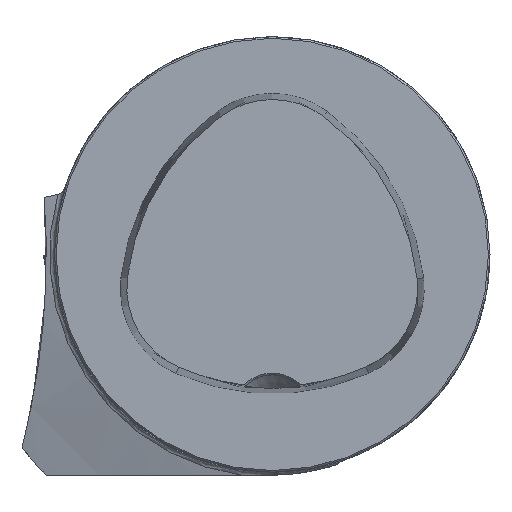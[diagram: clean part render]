
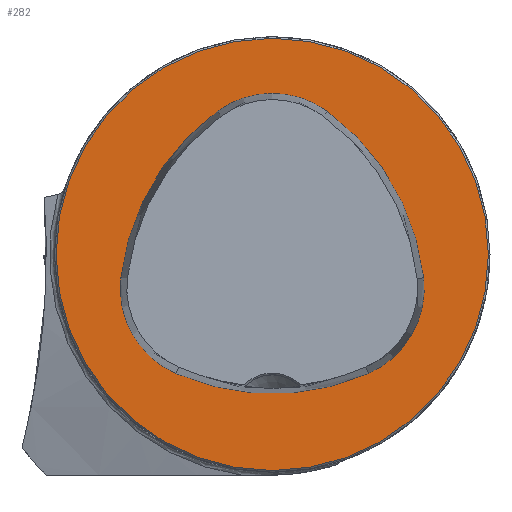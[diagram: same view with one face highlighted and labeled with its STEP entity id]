
A CAD part, top view. The second image highlights one B-rep face of the part: STEP entity #282.
In plain terms, the highlighted planar face has unit normal (0, 0, 1).
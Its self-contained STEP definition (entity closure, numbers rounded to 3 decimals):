
#123=FACE_BOUND('',#482,.T.);
#124=FACE_BOUND('',#483,.T.);
#282=ADVANCED_FACE('CU_E_LO_SU_1',(#123,#124),#353,.T.);
#353=PLANE('',#1638);
#482=EDGE_LOOP('',(#722,#723,#724,#725,#726,#727));
#483=EDGE_LOOP('',(#728));
#558=CIRCLE('',#1629,44.075);
#560=CIRCLE('',#1632,44.075);
#561=CIRCLE('',#1633,17.075);
#562=CIRCLE('',#1634,44.075);
#563=CIRCLE('',#1635,17.075);
#564=CIRCLE('',#1636,17.075);
#565=CIRCLE('',#1637,39.7);
#722=ORIENTED_EDGE('',*,*,#1250,.F.);
#723=ORIENTED_EDGE('',*,*,#1251,.F.);
#724=ORIENTED_EDGE('',*,*,#1252,.F.);
#725=ORIENTED_EDGE('',*,*,#1253,.F.);
#726=ORIENTED_EDGE('',*,*,#1247,.F.);
#727=ORIENTED_EDGE('',*,*,#1254,.F.);
#728=ORIENTED_EDGE('',*,*,#1255,.T.);
#1087=VERTEX_POINT('',#2729);
#1088=VERTEX_POINT('',#2731);
#1090=VERTEX_POINT('',#2737);
#1091=VERTEX_POINT('',#2738);
#1092=VERTEX_POINT('',#2740);
#1093=VERTEX_POINT('',#2742);
#1094=VERTEX_POINT('',#2746);
#1247=EDGE_CURVE('',#1087,#1088,#558,.T.);
#1250=EDGE_CURVE('',#1090,#1091,#560,.T.);
#1251=EDGE_CURVE('',#1092,#1090,#561,.T.);
#1252=EDGE_CURVE('',#1093,#1092,#562,.T.);
#1253=EDGE_CURVE('',#1088,#1093,#563,.T.);
#1254=EDGE_CURVE('',#1091,#1087,#564,.T.);
#1255=EDGE_CURVE('',#1094,#1094,#565,.T.);
#1629=AXIS2_PLACEMENT_3D('',#2730,#1842,#1843);
#1632=AXIS2_PLACEMENT_3D('',#2736,#1849,#1850);
#1633=AXIS2_PLACEMENT_3D('',#2739,#1851,#1852);
#1634=AXIS2_PLACEMENT_3D('',#2741,#1853,#1854);
#1635=AXIS2_PLACEMENT_3D('',#2743,#1855,#1856);
#1636=AXIS2_PLACEMENT_3D('',#2744,#1857,#1858);
#1637=AXIS2_PLACEMENT_3D('',#2745,#1859,#1860);
#1638=AXIS2_PLACEMENT_3D('',#2747,#1861,#1862);
#1842=DIRECTION('',(0.,0.,1.));
#1843=DIRECTION('',(1.,0.,0.));
#1849=DIRECTION('',(0.,0.,1.));
#1850=DIRECTION('',(1.,0.,0.));
#1851=DIRECTION('',(0.,0.,1.));
#1852=DIRECTION('',(1.,0.,0.));
#1853=DIRECTION('',(0.,0.,1.));
#1854=DIRECTION('',(1.,0.,0.));
#1855=DIRECTION('',(0.,0.,1.));
#1856=DIRECTION('',(1.,0.,0.));
#1857=DIRECTION('',(0.,0.,1.));
#1858=DIRECTION('',(1.,0.,0.));
#1859=DIRECTION('',(0.,0.,1.));
#1860=DIRECTION('',(1.,0.,0.));
#1861=DIRECTION('',(0.,0.,1.));
#1862=DIRECTION('',(1.,0.,0.));
#2729=CARTESIAN_POINT('',(-17.691,-21.869,0.));
#2730=CARTESIAN_POINT('',(0.,18.5,0.));
#2731=CARTESIAN_POINT('',(17.691,-21.869,0.));
#2736=CARTESIAN_POINT('',(15.993,-9.254,0.));
#2737=CARTESIAN_POINT('',(-10.114,26.257,0.));
#2738=CARTESIAN_POINT('',(-27.805,-4.317,0.));
#2739=CARTESIAN_POINT('',(0.,12.5,0.));
#2740=CARTESIAN_POINT('',(10.114,26.257,0.));
#2741=CARTESIAN_POINT('',(-15.993,-9.254,0.));
#2742=CARTESIAN_POINT('',(27.805,-4.317,0.));
#2743=CARTESIAN_POINT('',(10.837,-6.23,0.));
#2744=CARTESIAN_POINT('',(-10.837,-6.23,0.));
#2745=CARTESIAN_POINT('',(0.,0.,0.));
#2746=CARTESIAN_POINT('',(39.7,0.,0.));
#2747=CARTESIAN_POINT('',(0.,0.,0.));
